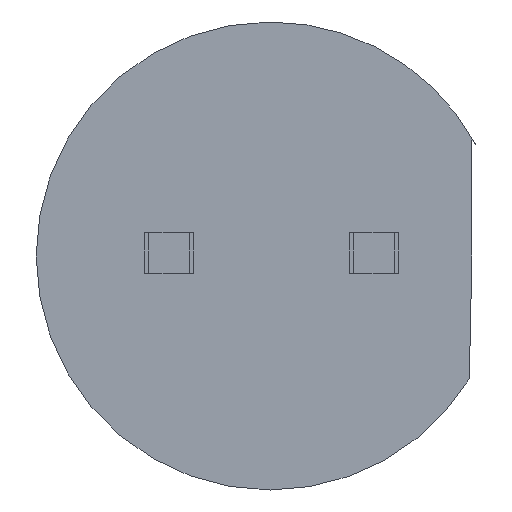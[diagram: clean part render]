
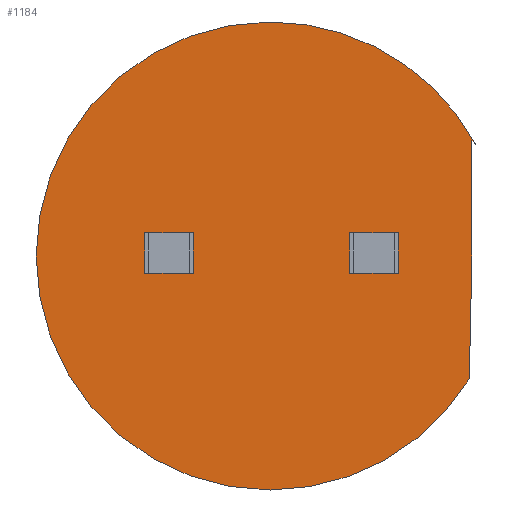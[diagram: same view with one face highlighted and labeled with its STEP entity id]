
A CAD part, front view. The second image highlights one B-rep face of the part: STEP entity #1184.
In plain terms, the highlighted planar face has unit normal (0, -1, 0).
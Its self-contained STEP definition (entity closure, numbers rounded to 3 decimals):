
#6 = CARTESIAN_POINT ( 'NONE',  ( 2.5, 0., 1.43 ) ) ;
#54 = AXIS2_PLACEMENT_3D ( 'NONE', #2924, #1345, #1323 ) ;
#122 = CARTESIAN_POINT ( 'NONE',  ( 0., 0., 2.9 ) ) ;
#134 = EDGE_CURVE ( 'NONE', #1646, #2241, #2339, .T. ) ;
#150 = CARTESIAN_POINT ( 'NONE',  ( 0., 0., -2.9 ) ) ;
#169 = CIRCLE ( 'NONE', #370, 2.9 ) ;
#248 = AXIS2_PLACEMENT_3D ( 'NONE', #262, #2481, #842 ) ;
#262 = CARTESIAN_POINT ( 'NONE',  ( 0., 0., 0. ) ) ;
#318 = CARTESIAN_POINT ( 'NONE',  ( 2.5, 0., 0. ) ) ;
#339 = CARTESIAN_POINT ( 'NONE',  ( 2.468, 0., -1.523 ) ) ;
#359 = ORIENTED_EDGE ( 'NONE', *, *, #3346, .T. ) ;
#370 = AXIS2_PLACEMENT_3D ( 'NONE', #1187, #1734, #2074 ) ;
#497 = AXIS2_PLACEMENT_3D ( 'NONE', #1935, #3036, #3276 ) ;
#555 = VECTOR ( 'NONE', #1474, 1000. ) ;
#561 = CARTESIAN_POINT ( 'NONE',  ( 2.548, 0., 1.384 ) ) ;
#638 = ORIENTED_EDGE ( 'NONE', *, *, #1133, .T. ) ;
#792 = ORIENTED_EDGE ( 'NONE', *, *, #134, .T. ) ;
#842 = DIRECTION ( 'NONE',  ( 0., 0., -1. ) ) ;
#997 = ORIENTED_EDGE ( 'NONE', *, *, #1125, .T. ) ;
#1019 = ORIENTED_EDGE ( 'NONE', *, *, #2843, .T. ) ;
#1125 = EDGE_CURVE ( 'NONE', #3099, #1646, #3407, .T. ) ;
#1133 = EDGE_CURVE ( 'NONE', #1971, #1867, #2854, .T. ) ;
#1184 = ADVANCED_FACE ( 'NONE', ( #2658 ), #1895, .T. ) ;
#1187 = CARTESIAN_POINT ( 'NONE',  ( 0., 0., 0. ) ) ;
#1308 = EDGE_LOOP ( 'NONE', ( #2248, #359, #997, #792, #1019, #638 ) ) ;
#1323 = DIRECTION ( 'NONE',  ( 0., 0., -1. ) ) ;
#1345 = DIRECTION ( 'NONE',  ( 0., -1., 0. ) ) ;
#1369 = VECTOR ( 'NONE', #2977, 1000. ) ;
#1474 = DIRECTION ( 'NONE',  ( 0.021, 0., 1. ) ) ;
#1573 = CARTESIAN_POINT ( 'NONE',  ( 2.5, 0., 1.43 ) ) ;
#1646 = VERTEX_POINT ( 'NONE', #561 ) ;
#1734 = DIRECTION ( 'NONE',  ( 0., -1., 0. ) ) ;
#1794 = LINE ( 'NONE', #2777, #555 ) ;
#1847 = LINE ( 'NONE', #318, #1369 ) ;
#1867 = VERTEX_POINT ( 'NONE', #339 ) ;
#1895 = PLANE ( 'NONE',  #248 ) ;
#1935 = CARTESIAN_POINT ( 'NONE',  ( 0., 0., 0. ) ) ;
#1971 = VERTEX_POINT ( 'NONE', #150 ) ;
#2074 = DIRECTION ( 'NONE',  ( 0., 0., -1. ) ) ;
#2141 = CARTESIAN_POINT ( 'NONE',  ( 2.548, 0., 1.384 ) ) ;
#2148 = EDGE_CURVE ( 'NONE', #1867, #2938, #1794, .T. ) ;
#2241 = VERTEX_POINT ( 'NONE', #122 ) ;
#2248 = ORIENTED_EDGE ( 'NONE', *, *, #2148, .T. ) ;
#2339 = CIRCLE ( 'NONE', #497, 2.9 ) ;
#2368 = CARTESIAN_POINT ( 'NONE',  ( 2.5, 0., 0. ) ) ;
#2481 = DIRECTION ( 'NONE',  ( 0., -1., 0. ) ) ;
#2658 = FACE_OUTER_BOUND ( 'NONE', #1308, .T. ) ;
#2777 = CARTESIAN_POINT ( 'NONE',  ( 2.5, 0., 0. ) ) ;
#2843 = EDGE_CURVE ( 'NONE', #2241, #1971, #169, .T. ) ;
#2854 = CIRCLE ( 'NONE', #54, 2.9 ) ;
#2924 = CARTESIAN_POINT ( 'NONE',  ( 0., 0., 0. ) ) ;
#2938 = VERTEX_POINT ( 'NONE', #2368 ) ;
#2977 = DIRECTION ( 'NONE',  ( 0., 0., 1. ) ) ;
#3036 = DIRECTION ( 'NONE',  ( 0., -1., 0. ) ) ;
#3099 = VERTEX_POINT ( 'NONE', #6 ) ;
#3217 = CARTESIAN_POINT ( 'NONE',  ( 2.525, 0., 1.407 ) ) ;
#3276 = DIRECTION ( 'NONE',  ( 0., 0., -1. ) ) ;
#3346 = EDGE_CURVE ( 'NONE', #2938, #3099, #1847, .T. ) ;
#3407 = B_SPLINE_CURVE_WITH_KNOTS ( 'NONE', 2,
 ( #1573, #3217, #2141 ),
 .UNSPECIFIED., .F., .F.,
 ( 3, 3 ),
 ( 0., 0.012 ),
 .UNSPECIFIED. ) ;
